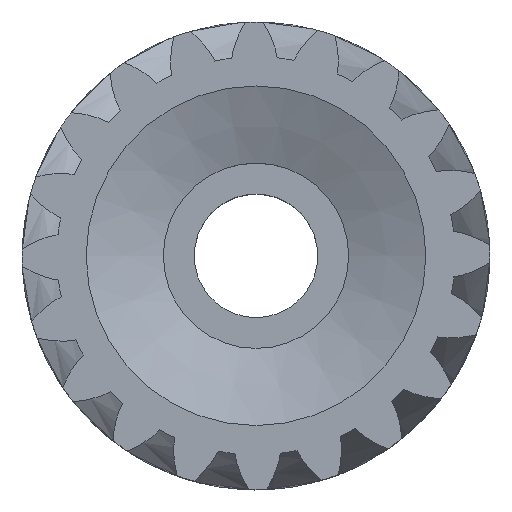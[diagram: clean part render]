
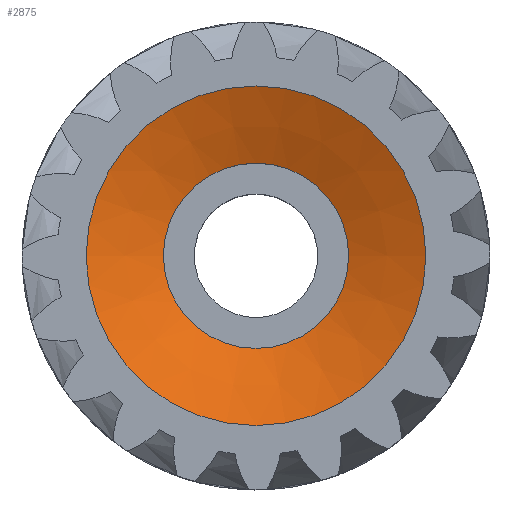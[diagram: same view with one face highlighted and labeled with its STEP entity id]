
A CAD part, top view. The second image highlights one B-rep face of the part: STEP entity #2875.
In plain terms, the highlighted conical face has half-angle 68.199 degrees and reference radius 8.5 mm.
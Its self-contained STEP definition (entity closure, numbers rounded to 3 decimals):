
#585=FACE_OUTER_BOUND('',#744,.T.);
#744=EDGE_LOOP('',(#1888,#1889,#1890,#1891));
#910=LINE('',#3629,#919);
#919=VECTOR('',#3268,8.5);
#928=CIRCLE('',#3086,11.);
#929=CIRCLE('',#3087,6.);
#1052=VERTEX_POINT('',#3626);
#1053=VERTEX_POINT('',#3628);
#1395=EDGE_CURVE('',#1052,#1052,#928,.T.);
#1396=EDGE_CURVE('',#1052,#1053,#910,.T.);
#1397=EDGE_CURVE('',#1053,#1053,#929,.T.);
#1888=ORIENTED_EDGE('',*,*,#1395,.T.);
#1889=ORIENTED_EDGE('',*,*,#1396,.T.);
#1890=ORIENTED_EDGE('',*,*,#1397,.T.);
#1891=ORIENTED_EDGE('',*,*,#1396,.F.);
#2874=CONICAL_SURFACE('',#3085,8.5,1.19);
#2875=ADVANCED_FACE('',(#585),#2874,.F.);
#3085=AXIS2_PLACEMENT_3D('',#3625,#3264,#3265);
#3086=AXIS2_PLACEMENT_3D('',#3627,#3266,#3267);
#3087=AXIS2_PLACEMENT_3D('',#3630,#3269,#3270);
#3264=DIRECTION('center_axis',(0.,0.,1.));
#3265=DIRECTION('ref_axis',(1.,0.,0.));
#3266=DIRECTION('center_axis',(0.,0.,1.));
#3267=DIRECTION('ref_axis',(1.,0.,0.));
#3268=DIRECTION('',(0.928,0.,-0.371));
#3269=DIRECTION('center_axis',(0.,0.,-1.));
#3270=DIRECTION('ref_axis',(1.,0.,0.));
#3625=CARTESIAN_POINT('Origin',(0.,0.,8.));
#3626=CARTESIAN_POINT('',(-11.,0.,9.));
#3627=CARTESIAN_POINT('Origin',(0.,0.,9.));
#3628=CARTESIAN_POINT('',(-6.,0.,7.));
#3629=CARTESIAN_POINT('',(-8.5,0.,8.));
#3630=CARTESIAN_POINT('Origin',(0.,0.,7.));
